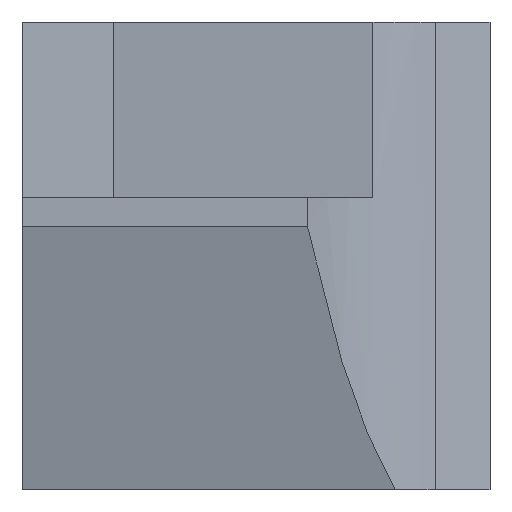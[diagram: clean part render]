
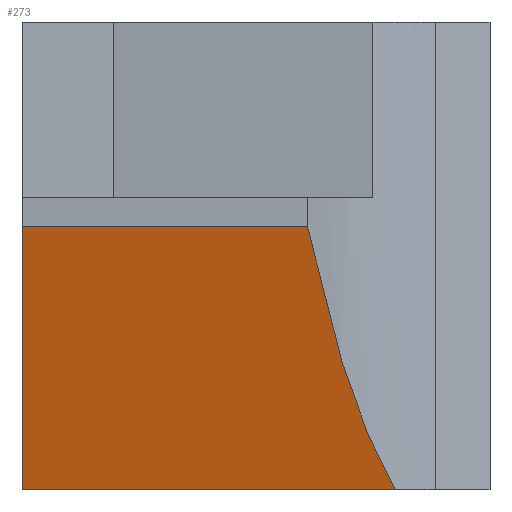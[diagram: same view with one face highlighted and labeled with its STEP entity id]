
A CAD part, left-side view. The second image highlights one B-rep face of the part: STEP entity #273.
In plain terms, the highlighted planar face has unit normal (-0.966, 0, -0.259).
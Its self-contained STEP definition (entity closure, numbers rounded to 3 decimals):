
#6 = EDGE_CURVE ( 'NONE', #570, #73, #727, .T. ) ;
#35 = VERTEX_POINT ( 'NONE', #393 ) ;
#73 = VERTEX_POINT ( 'NONE', #1070 ) ;
#97 = LINE ( 'NONE', #983, #1265 ) ;
#128 = LINE ( 'NONE', #1346, #459 ) ;
#142 = DIRECTION ( 'NONE',  ( 0.259, 0., -0.966 ) ) ;
#215 = FACE_OUTER_BOUND ( 'NONE', #979, .T. ) ;
#232 = CARTESIAN_POINT ( 'NONE',  ( -75., 110.311, 0.5 ) ) ;
#235 = ORIENTED_EDGE ( 'NONE', *, *, #6, .T. ) ;
#273 = ADVANCED_FACE ( 'NONE', ( #215 ), #666, .T. ) ;
#356 = VECTOR ( 'NONE', #142, 1000. ) ;
#361 = DIRECTION ( 'NONE',  ( 0., -1., 0. ) ) ;
#393 = CARTESIAN_POINT ( 'NONE',  ( -75., 3.12, 0.5 ) ) ;
#459 = VECTOR ( 'NONE', #361, 1000. ) ;
#463 = DIRECTION ( 'NONE',  ( -0.966, 0., -0.259 ) ) ;
#559 = ORIENTED_EDGE ( 'NONE', *, *, #1089, .F. ) ;
#570 = VERTEX_POINT ( 'NONE', #869 ) ;
#576 = EDGE_CURVE ( 'NONE', #35, #943, #1370, .T. ) ;
#666 = PLANE ( 'NONE',  #710 ) ;
#705 = CARTESIAN_POINT ( 'NONE',  ( -70.851, 8., -14.984 ) ) ;
#710 = AXIS2_PLACEMENT_3D ( 'NONE', #232, #463, #910 ) ;
#727 = LINE ( 'NONE', #705, #356 ) ;
#784 = CARTESIAN_POINT ( 'NONE',  ( -74.483, 2.722, -1.431 ) ) ;
#801 = CARTESIAN_POINT ( 'NONE',  ( -73.794, 1.622, -4. ) ) ;
#869 = CARTESIAN_POINT ( 'NONE',  ( -75., 8., 0.5 ) ) ;
#898 = CARTESIAN_POINT ( 'NONE',  ( -74.073, 2.213, -2.959 ) ) ;
#910 = DIRECTION ( 'NONE',  ( -0.259, 0., 0.966 ) ) ;
#932 = ORIENTED_EDGE ( 'NONE', *, *, #576, .F. ) ;
#936 = ORIENTED_EDGE ( 'NONE', *, *, #1261, .T. ) ;
#943 = VERTEX_POINT ( 'NONE', #1424 ) ;
#979 = EDGE_LOOP ( 'NONE', ( #559, #235, #936, #932 ) ) ;
#983 = CARTESIAN_POINT ( 'NONE',  ( -73.794, 110.311, -4. ) ) ;
#1038 = CARTESIAN_POINT ( 'NONE',  ( -75., 3.12, 0.5 ) ) ;
#1058 = DIRECTION ( 'NONE',  ( 0., -1., 0. ) ) ;
#1070 = CARTESIAN_POINT ( 'NONE',  ( -73.794, 8., -4. ) ) ;
#1089 = EDGE_CURVE ( 'NONE', #570, #35, #128, .T. ) ;
#1261 = EDGE_CURVE ( 'NONE', #73, #943, #97, .T. ) ;
#1265 = VECTOR ( 'NONE', #1058, 1000. ) ;
#1346 = CARTESIAN_POINT ( 'NONE',  ( -75., 110.311, 0.5 ) ) ;
#1370 =( BOUNDED_CURVE ( )  B_SPLINE_CURVE ( 3, ( #1038, #784, #898, #801 ),
 .UNSPECIFIED., .F., .T. ) 
 B_SPLINE_CURVE_WITH_KNOTS ( ( 4, 4 ),
 ( 2.227, 2.7 ),
 .UNSPECIFIED. ) 
 CURVE ( )  GEOMETRIC_REPRESENTATION_ITEM ( )  RATIONAL_B_SPLINE_CURVE ( ( 1., 0.981, 0.981, 1. ) ) 
 REPRESENTATION_ITEM ( '' )  );
#1424 = CARTESIAN_POINT ( 'NONE',  ( -73.794, 1.622, -4. ) ) ;
